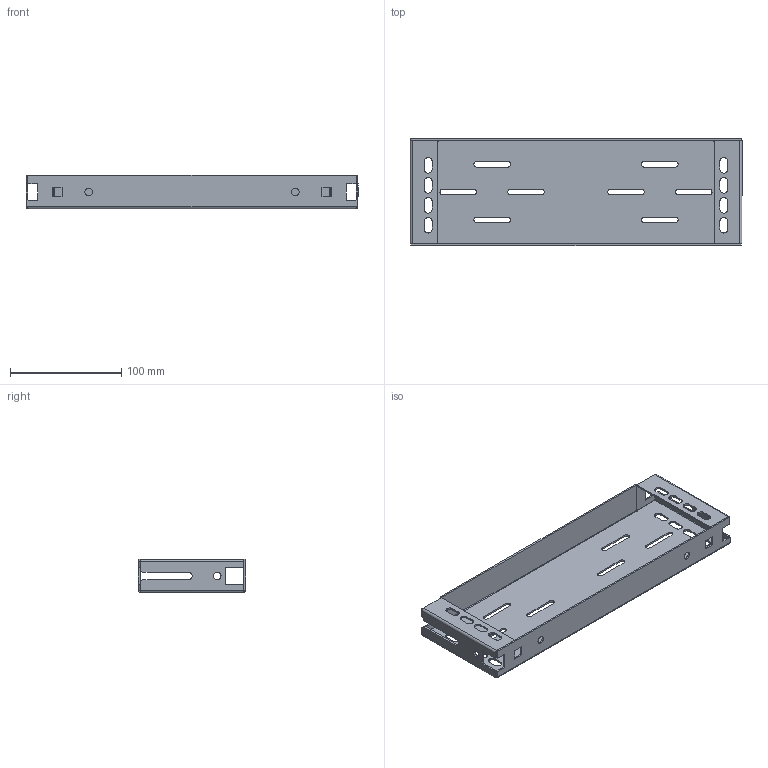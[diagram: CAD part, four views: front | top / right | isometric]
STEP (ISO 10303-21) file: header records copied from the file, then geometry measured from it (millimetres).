
FILE_DESCRIPTION (( 'STEP AP203' ), '1' );
FILE_NAME ('QB09C683.step', '2014-09-29T06:51:58', ( '' ), ( '' ), 'SwSTEP 2.0', 'SolidWorks 2014', '' );
FILE_SCHEMA (( 'CONFIG_CONTROL_DESIGN' ));
Length unit declared in the file: millimetre
Products named in the file (1): QB09C683
Bounding box: 299 x 96.5 x 30 mm (x, y, z)
Volume: 74979 mm3; surface area: 104350.9 mm2
Topology: 1 solids, 1 shells, 238 faces, 648 edges, 408 vertices
Faces by surface type: plane 138, cylinder 88, bspline 12
Entity records: 8095 total; most frequent: CARTESIAN_POINT 1897, ORIENTED_EDGE 1296, DIRECTION 1212, EDGE_CURVE 648, LINE 454, VECTOR 454, VERTEX_POINT 408, AXIS2_PLACEMENT_3D 379
